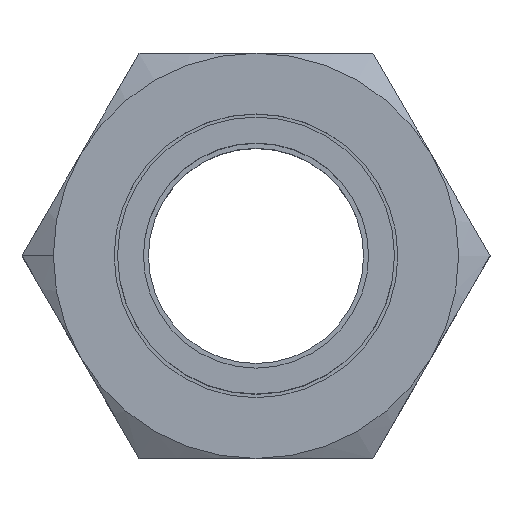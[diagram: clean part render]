
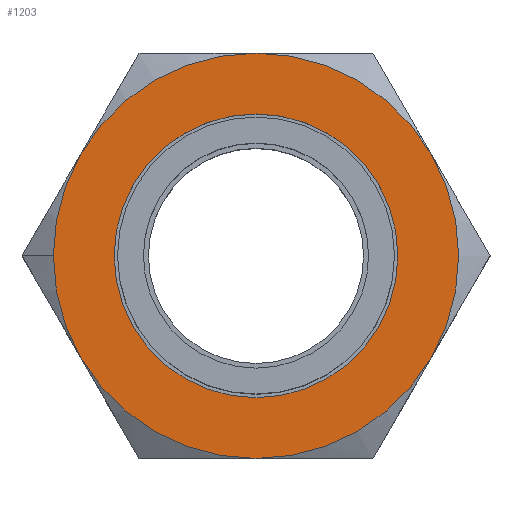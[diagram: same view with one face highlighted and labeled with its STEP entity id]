
A CAD part, top view. The second image highlights one B-rep face of the part: STEP entity #1203.
In plain terms, the highlighted planar face has unit normal (0, 0, 1).
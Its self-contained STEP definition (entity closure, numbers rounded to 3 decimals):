
#51 = DIRECTION ( 'NONE',  ( 0., 0., 1. ) ) ;
#52 = CARTESIAN_POINT ( 'NONE',  ( 0., 0., 7.5 ) ) ;
#55 = CIRCLE ( 'NONE', #59, 10.5 ) ;
#58 = DIRECTION ( 'NONE',  ( 1., 0., 0. ) ) ;
#59 = AXIS2_PLACEMENT_3D ( 'NONE', #52, #51, #58 ) ;
#62 = FACE_OUTER_BOUND ( 'NONE', #1026, .T. ) ;
#63 = FACE_BOUND ( 'NONE', #385, .T. ) ;
#79 = CARTESIAN_POINT ( 'NONE',  ( 0., 15., 7.5 ) ) ;
#80 = PLANE ( 'NONE',  #83 ) ;
#81 = DIRECTION ( 'NONE',  ( -1., 0., 0. ) ) ;
#82 = DIRECTION ( 'NONE',  ( 0., 0., -1. ) ) ;
#83 = AXIS2_PLACEMENT_3D ( 'NONE', #79, #82, #81 ) ;
#385 = EDGE_LOOP ( 'NONE', ( #1035, #1033 ) ) ;
#522 = CARTESIAN_POINT ( 'NONE',  ( 10.5, 0., 7.5 ) ) ;
#527 = DIRECTION ( 'NONE',  ( 1., 0., 0. ) ) ;
#528 = DIRECTION ( 'NONE',  ( 0., 0., 1. ) ) ;
#529 = CARTESIAN_POINT ( 'NONE',  ( 0., 0., 7.5 ) ) ;
#541 = CIRCLE ( 'NONE', #582, 10.5 ) ;
#543 = CARTESIAN_POINT ( 'NONE',  ( -10.5, 0., 7.5 ) ) ;
#582 = AXIS2_PLACEMENT_3D ( 'NONE', #529, #528, #527 ) ;
#635 = VERTEX_POINT ( 'NONE', #2047 ) ;
#636 = VERTEX_POINT ( 'NONE', #2046 ) ;
#639 = EDGE_CURVE ( 'NONE', #2232, #2228, #1927, .T. ) ;
#646 = EDGE_CURVE ( 'NONE', #635, #636, #1976, .T. ) ;
#693 = VERTEX_POINT ( 'NONE', #2191 ) ;
#695 = VERTEX_POINT ( 'NONE', #2193 ) ;
#697 = EDGE_CURVE ( 'NONE', #715, #695, #2199, .T. ) ;
#700 = EDGE_CURVE ( 'NONE', #693, #635, #2196, .T. ) ;
#701 = EDGE_CURVE ( 'NONE', #695, #2232, #2204, .T. ) ;
#710 = EDGE_CURVE ( 'NONE', #636, #715, #1013, .T. ) ;
#715 = VERTEX_POINT ( 'NONE', #989 ) ;
#746 = EDGE_CURVE ( 'NONE', #2228, #693, #1257, .T. ) ;
#989 = CARTESIAN_POINT ( 'NONE',  ( 0., -15., 7.5 ) ) ;
#1009 = DIRECTION ( 'NONE',  ( 1., 0., 0. ) ) ;
#1010 = AXIS2_PLACEMENT_3D ( 'NONE', #1019, #1014, #1009 ) ;
#1013 = CIRCLE ( 'NONE', #1010, 15. ) ;
#1014 = DIRECTION ( 'NONE',  ( 0., 0., 1. ) ) ;
#1019 = CARTESIAN_POINT ( 'NONE',  ( 0., 0., 7.5 ) ) ;
#1026 = EDGE_LOOP ( 'NONE', ( #1028, #1027, #1029, #1031, #1032, #1030, #1193 ) ) ;
#1027 = ORIENTED_EDGE ( 'NONE', *, *, #746, .T. ) ;
#1028 = ORIENTED_EDGE ( 'NONE', *, *, #639, .T. ) ;
#1029 = ORIENTED_EDGE ( 'NONE', *, *, #700, .T. ) ;
#1030 = ORIENTED_EDGE ( 'NONE', *, *, #697, .T. ) ;
#1031 = ORIENTED_EDGE ( 'NONE', *, *, #646, .T. ) ;
#1032 = ORIENTED_EDGE ( 'NONE', *, *, #710, .T. ) ;
#1033 = ORIENTED_EDGE ( 'NONE', *, *, #1998, .F. ) ;
#1035 = ORIENTED_EDGE ( 'NONE', *, *, #1202, .F. ) ;
#1076 = CARTESIAN_POINT ( 'NONE',  ( 0., 15., 7.5 ) ) ;
#1100 = CARTESIAN_POINT ( 'NONE',  ( 12.99, 7.5, 7.5 ) ) ;
#1193 = ORIENTED_EDGE ( 'NONE', *, *, #701, .T. ) ;
#1202 = EDGE_CURVE ( 'NONE', #1941, #1993, #55, .T. ) ;
#1203 = ADVANCED_FACE ( 'NONE', ( #63, #62 ), #80, .F. ) ;
#1257 = CIRCLE ( 'NONE', #1268, 15. ) ;
#1265 = DIRECTION ( 'NONE',  ( 1., 0., 0. ) ) ;
#1266 = DIRECTION ( 'NONE',  ( 0., 0., 1. ) ) ;
#1267 = CARTESIAN_POINT ( 'NONE',  ( 0., 0., 7.5 ) ) ;
#1268 = AXIS2_PLACEMENT_3D ( 'NONE', #1267, #1266, #1265 ) ;
#1926 = CARTESIAN_POINT ( 'NONE',  ( 0., 0., 7.5 ) ) ;
#1927 = CIRCLE ( 'NONE', #1929, 15. ) ;
#1928 = DIRECTION ( 'NONE',  ( 1., 0., 0. ) ) ;
#1929 = AXIS2_PLACEMENT_3D ( 'NONE', #1926, #1934, #1928 ) ;
#1934 = DIRECTION ( 'NONE',  ( 0., 0., 1. ) ) ;
#1941 = VERTEX_POINT ( 'NONE', #522 ) ;
#1974 = CARTESIAN_POINT ( 'NONE',  ( 0., 0., 7.5 ) ) ;
#1975 = AXIS2_PLACEMENT_3D ( 'NONE', #1974, #1982, #1981 ) ;
#1976 = CIRCLE ( 'NONE', #1975, 15. ) ;
#1981 = DIRECTION ( 'NONE',  ( 1., 0., 0. ) ) ;
#1982 = DIRECTION ( 'NONE',  ( 0., 0., 1. ) ) ;
#1993 = VERTEX_POINT ( 'NONE', #543 ) ;
#1998 = EDGE_CURVE ( 'NONE', #1993, #1941, #541, .T. ) ;
#2046 = CARTESIAN_POINT ( 'NONE',  ( -12.99, -7.5, 7.5 ) ) ;
#2047 = CARTESIAN_POINT ( 'NONE',  ( -15., 0., 7.5 ) ) ;
#2189 = DIRECTION ( 'NONE',  ( 0., 0., 1. ) ) ;
#2191 = CARTESIAN_POINT ( 'NONE',  ( -12.99, 7.5, 7.5 ) ) ;
#2192 = CARTESIAN_POINT ( 'NONE',  ( 0., 0., 7.5 ) ) ;
#2193 = CARTESIAN_POINT ( 'NONE',  ( 12.99, -7.5, 7.5 ) ) ;
#2194 = DIRECTION ( 'NONE',  ( 1., 0., 0. ) ) ;
#2195 = CARTESIAN_POINT ( 'NONE',  ( 0., 0., 7.5 ) ) ;
#2196 = CIRCLE ( 'NONE', #2207, 15. ) ;
#2198 = AXIS2_PLACEMENT_3D ( 'NONE', #2192, #2189, #2194 ) ;
#2199 = CIRCLE ( 'NONE', #2198, 15. ) ;
#2200 = DIRECTION ( 'NONE',  ( 0., 0., 1. ) ) ;
#2201 = DIRECTION ( 'NONE',  ( 1., 0., 0. ) ) ;
#2202 = DIRECTION ( 'NONE',  ( 0., 0., 1. ) ) ;
#2203 = AXIS2_PLACEMENT_3D ( 'NONE', #2205, #2202, #2201 ) ;
#2204 = CIRCLE ( 'NONE', #2203, 15. ) ;
#2205 = CARTESIAN_POINT ( 'NONE',  ( 0., 0., 7.5 ) ) ;
#2206 = DIRECTION ( 'NONE',  ( 1., 0., 0. ) ) ;
#2207 = AXIS2_PLACEMENT_3D ( 'NONE', #2195, #2200, #2206 ) ;
#2228 = VERTEX_POINT ( 'NONE', #1076 ) ;
#2232 = VERTEX_POINT ( 'NONE', #1100 ) ;
